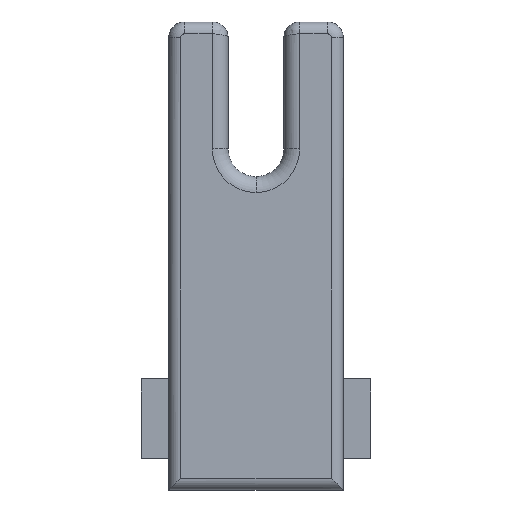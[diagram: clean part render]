
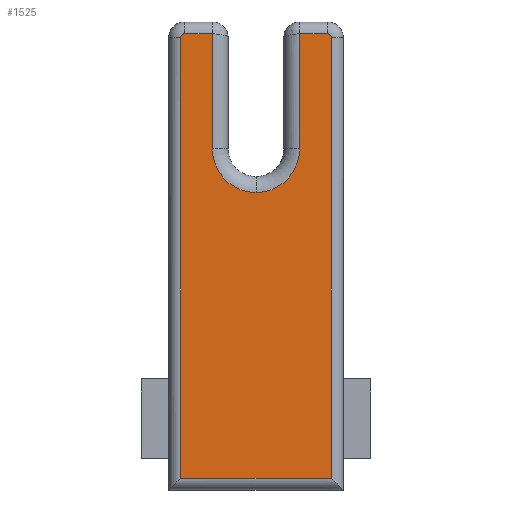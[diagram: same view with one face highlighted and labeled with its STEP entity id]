
A CAD part, front view. The second image highlights one B-rep face of the part: STEP entity #1525.
In plain terms, the highlighted planar face has unit normal (0, -1, 0).
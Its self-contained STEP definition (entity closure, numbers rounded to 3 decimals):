
#141 = CARTESIAN_POINT ( 'NONE',  ( 11., -31.8, -2.5 ) ) ;
#175 = VERTEX_POINT ( 'NONE', #1251 ) ;
#212 = CIRCLE ( 'NONE', #3577, 0.5 ) ;
#255 = PLANE ( 'NONE',  #1995 ) ;
#270 = VERTEX_POINT ( 'NONE', #2613 ) ;
#370 = CARTESIAN_POINT ( 'NONE',  ( -11., -31.8, 53.5 ) ) ;
#398 = CARTESIAN_POINT ( 'NONE',  ( -9.5, -31.8, 53. ) ) ;
#408 = DIRECTION ( 'NONE',  ( 0., 0., -1. ) ) ;
#421 = EDGE_CURVE ( 'NONE', #3530, #2121, #3464, .T. ) ;
#429 = VECTOR ( 'NONE', #3177, 1000. ) ;
#436 = ORIENTED_EDGE ( 'NONE', *, *, #421, .T. ) ;
#491 = ORIENTED_EDGE ( 'NONE', *, *, #3870, .F. ) ;
#620 = CARTESIAN_POINT ( 'NONE',  ( 0., -31.8, 33.5 ) ) ;
#636 = DIRECTION ( 'NONE',  ( 0., 1., 0. ) ) ;
#669 = CARTESIAN_POINT ( 'NONE',  ( -9.5, -31.8, -2.5 ) ) ;
#686 = EDGE_CURVE ( 'NONE', #4036, #270, #3516, .T. ) ;
#728 = EDGE_CURVE ( 'NONE', #3572, #3153, #1985, .T. ) ;
#809 = EDGE_CURVE ( 'NONE', #175, #270, #3675, .T. ) ;
#812 = DIRECTION ( 'NONE',  ( 0., 0., -1. ) ) ;
#877 = CARTESIAN_POINT ( 'NONE',  ( -5.5, -31.8, 39. ) ) ;
#919 = LINE ( 'NONE', #2194, #2068 ) ;
#1031 = ORIENTED_EDGE ( 'NONE', *, *, #1400, .T. ) ;
#1085 = CARTESIAN_POINT ( 'NONE',  ( 9.5, -31.8, -2.5 ) ) ;
#1088 = VECTOR ( 'NONE', #3951, 1000. ) ;
#1091 = LINE ( 'NONE', #3996, #1218 ) ;
#1148 = EDGE_CURVE ( 'NONE', #175, #1690, #2430, .T. ) ;
#1218 = VECTOR ( 'NONE', #3608, 1000. ) ;
#1251 = CARTESIAN_POINT ( 'NONE',  ( 9., -31.8, 53.5 ) ) ;
#1308 = DIRECTION ( 'NONE',  ( 0., 1., 0. ) ) ;
#1316 = EDGE_CURVE ( 'NONE', #2121, #1488, #2008, .T. ) ;
#1356 = CARTESIAN_POINT ( 'NONE',  ( 5.5, -31.8, 53.5 ) ) ;
#1400 = EDGE_CURVE ( 'NONE', #1488, #3572, #1091, .T. ) ;
#1488 = VERTEX_POINT ( 'NONE', #877 ) ;
#1525 = ADVANCED_FACE ( 'NONE', ( #3380 ), #255, .T. ) ;
#1531 = CARTESIAN_POINT ( 'NONE',  ( 0., -31.8, 39. ) ) ;
#1641 = CARTESIAN_POINT ( 'NONE',  ( 9., -31.8, 53. ) ) ;
#1670 = CARTESIAN_POINT ( 'NONE',  ( -9.5, -31.8, -4. ) ) ;
#1690 = VERTEX_POINT ( 'NONE', #1356 ) ;
#1730 = LINE ( 'NONE', #141, #2688 ) ;
#1869 = AXIS2_PLACEMENT_3D ( 'NONE', #1641, #1308, #408 ) ;
#1898 = DIRECTION ( 'NONE',  ( 0., 0., -1. ) ) ;
#1948 = CARTESIAN_POINT ( 'NONE',  ( 3.5, -31.8, 53.5 ) ) ;
#1985 = LINE ( 'NONE', #370, #3191 ) ;
#1995 = AXIS2_PLACEMENT_3D ( 'NONE', #1531, #3696, #3423 ) ;
#2008 = CIRCLE ( 'NONE', #2082, 5.5 ) ;
#2043 = ORIENTED_EDGE ( 'NONE', *, *, #3326, .T. ) ;
#2051 = CARTESIAN_POINT ( 'NONE',  ( -9., -31.8, 53.5 ) ) ;
#2068 = VECTOR ( 'NONE', #3462, 1000. ) ;
#2082 = AXIS2_PLACEMENT_3D ( 'NONE', #2520, #636, #1898 ) ;
#2114 = EDGE_CURVE ( 'NONE', #1690, #3530, #919, .T. ) ;
#2118 = EDGE_LOOP ( 'NONE', ( #491, #2043, #3803, #3872, #3544, #3840, #4004, #436, #3094, #1031, #3067 ) ) ;
#2121 = VERTEX_POINT ( 'NONE', #620 ) ;
#2194 = CARTESIAN_POINT ( 'NONE',  ( 5.5, -31.8, 39. ) ) ;
#2200 = VECTOR ( 'NONE', #2566, 1000. ) ;
#2263 = EDGE_CURVE ( 'NONE', #3911, #4036, #1730, .T. ) ;
#2268 = DIRECTION ( 'NONE',  ( -1., 0., 0. ) ) ;
#2295 = CARTESIAN_POINT ( 'NONE',  ( -9., -31.8, 53. ) ) ;
#2430 = LINE ( 'NONE', #1948, #429 ) ;
#2520 = CARTESIAN_POINT ( 'NONE',  ( 0., -31.8, 39. ) ) ;
#2566 = DIRECTION ( 'NONE',  ( 0., 0., 1. ) ) ;
#2613 = CARTESIAN_POINT ( 'NONE',  ( 9.5, -31.8, 53. ) ) ;
#2688 = VECTOR ( 'NONE', #3010, 1000. ) ;
#2851 = CARTESIAN_POINT ( 'NONE',  ( 5.5, -31.8, 39. ) ) ;
#2909 = DIRECTION ( 'NONE',  ( 0., 0., -1. ) ) ;
#2910 = LINE ( 'NONE', #1670, #1088 ) ;
#3010 = DIRECTION ( 'NONE',  ( 1., 0., 0. ) ) ;
#3067 = ORIENTED_EDGE ( 'NONE', *, *, #728, .T. ) ;
#3094 = ORIENTED_EDGE ( 'NONE', *, *, #1316, .T. ) ;
#3153 = VERTEX_POINT ( 'NONE', #2051 ) ;
#3177 = DIRECTION ( 'NONE',  ( -1., 0., 0. ) ) ;
#3191 = VECTOR ( 'NONE', #2268, 1000. ) ;
#3284 = VERTEX_POINT ( 'NONE', #398 ) ;
#3326 = EDGE_CURVE ( 'NONE', #3284, #3911, #2910, .T. ) ;
#3380 = FACE_OUTER_BOUND ( 'NONE', #2118, .T. ) ;
#3384 = CARTESIAN_POINT ( 'NONE',  ( -5.5, -31.8, 53.5 ) ) ;
#3395 = DIRECTION ( 'NONE',  ( 0., 1., 0. ) ) ;
#3423 = DIRECTION ( 'NONE',  ( 0., 0., -1. ) ) ;
#3462 = DIRECTION ( 'NONE',  ( 0., 0., -1. ) ) ;
#3464 = CIRCLE ( 'NONE', #4020, 5.5 ) ;
#3516 = LINE ( 'NONE', #3535, #2200 ) ;
#3530 = VERTEX_POINT ( 'NONE', #2851 ) ;
#3535 = CARTESIAN_POINT ( 'NONE',  ( 9.5, -31.8, 55. ) ) ;
#3544 = ORIENTED_EDGE ( 'NONE', *, *, #809, .F. ) ;
#3564 = DIRECTION ( 'NONE',  ( 0., 1., 0. ) ) ;
#3572 = VERTEX_POINT ( 'NONE', #3384 ) ;
#3577 = AXIS2_PLACEMENT_3D ( 'NONE', #2295, #3564, #2909 ) ;
#3608 = DIRECTION ( 'NONE',  ( 0., 0., 1. ) ) ;
#3675 = CIRCLE ( 'NONE', #1869, 0.5 ) ;
#3696 = DIRECTION ( 'NONE',  ( 0., -1., 0. ) ) ;
#3803 = ORIENTED_EDGE ( 'NONE', *, *, #2263, .T. ) ;
#3840 = ORIENTED_EDGE ( 'NONE', *, *, #1148, .T. ) ;
#3870 = EDGE_CURVE ( 'NONE', #3284, #3153, #212, .T. ) ;
#3872 = ORIENTED_EDGE ( 'NONE', *, *, #686, .T. ) ;
#3911 = VERTEX_POINT ( 'NONE', #669 ) ;
#3951 = DIRECTION ( 'NONE',  ( 0., 0., -1. ) ) ;
#3968 = CARTESIAN_POINT ( 'NONE',  ( 0., -31.8, 39. ) ) ;
#3996 = CARTESIAN_POINT ( 'NONE',  ( -5.5, -31.8, 53.5 ) ) ;
#4004 = ORIENTED_EDGE ( 'NONE', *, *, #2114, .T. ) ;
#4020 = AXIS2_PLACEMENT_3D ( 'NONE', #3968, #3395, #812 ) ;
#4036 = VERTEX_POINT ( 'NONE', #1085 ) ;
